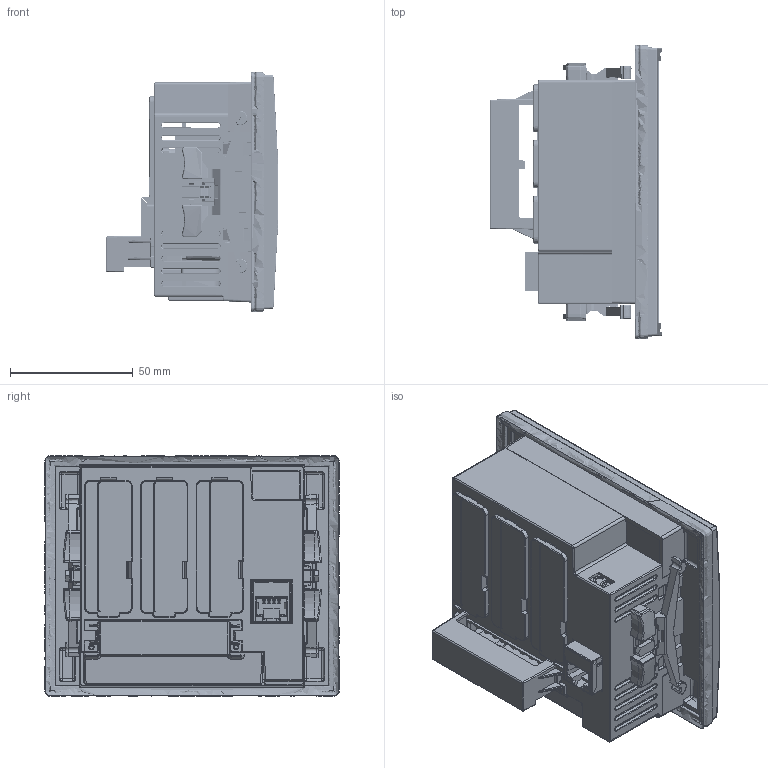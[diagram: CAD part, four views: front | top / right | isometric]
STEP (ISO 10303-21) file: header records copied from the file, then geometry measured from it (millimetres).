
FILE_DESCRIPTION(/* description */ (''),/* implementation_level */ '2;1');
FILE_NAME(/* name */ 'FILE_STP_CAD_DRAWING_3D_DMG8000_prt.stp',/* time_stamp */ '2022-02-03T14:55:59+01:00',/* author */ (''),/* organization */ (''),/* preprocessor_version */ 'ST-DEVELOPER v16.7',/* originating_system */ 'SIEMENS PLM Software NX 12.0',/* authorisation */ '');
FILE_SCHEMA (('AUTOMOTIVE_DESIGN { 1 0 10303 214 3 1 1 1 }'));
Products named in the file (1): 3D_DMG8000
Bounding box: 70.25 x 120.01 x 98.01 mm (x, y, z)
Surface area: 147579.1 mm2 (no closed solid volume)
Topology: 0 solids, 47 shells, 3309 faces, 11465 edges, 7961 vertices
Faces by surface type: plane 1840, cylinder 876, bspline 204, cone 189, sphere 108, torus 92
Full cylindrical faces by diameter (mm): 1.8 x2, 2 x4, 2.8 x4, 3 x2, 4.1 x2
Entity records: 133804 total; most frequent: CARTESIAN_POINT 36736, DIRECTION 19733, ORIENTED_EDGE 19164, EDGE_CURVE 11297, VERTEX_POINT 7923, LINE 7471, VECTOR 7471, AXIS2_PLACEMENT_3D 6131
